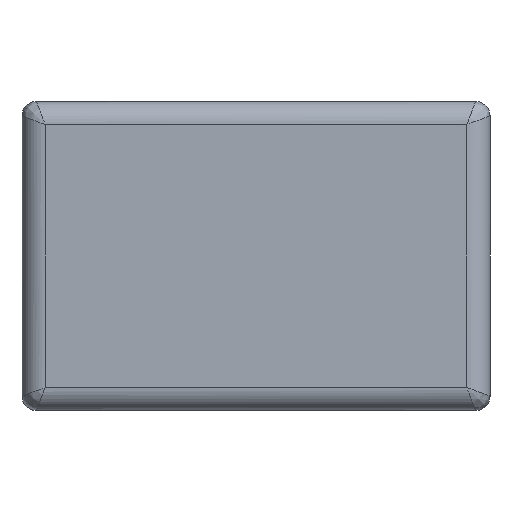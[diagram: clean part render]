
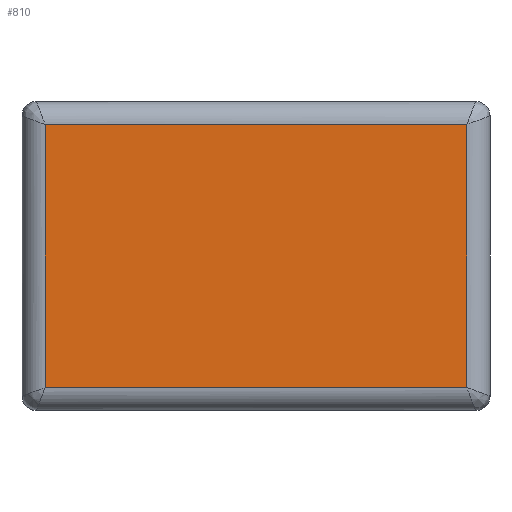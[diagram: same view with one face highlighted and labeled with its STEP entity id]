
A CAD part, left-side view. The second image highlights one B-rep face of the part: STEP entity #810.
In plain terms, the highlighted planar face has unit normal (-1, 0, 0).
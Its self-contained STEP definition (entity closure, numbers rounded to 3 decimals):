
#101 = EDGE_CURVE ( 'NONE', #940, #434, #2336, .T. ) ;
#115 = VECTOR ( 'NONE', #168, 1000. ) ;
#168 = DIRECTION ( 'NONE',  ( 0., 1., 0. ) ) ;
#218 = DIRECTION ( 'NONE',  ( 0., -1., 0. ) ) ;
#232 = EDGE_CURVE ( 'NONE', #434, #361, #2200, .T. ) ;
#345 = PLANE ( 'NONE',  #1789 ) ;
#360 = VECTOR ( 'NONE', #218, 1000. ) ;
#361 = VERTEX_POINT ( 'NONE', #1277 ) ;
#398 = CARTESIAN_POINT ( 'NONE',  ( -1.6, -0.81, 0.99 ) ) ;
#411 = DIRECTION ( 'NONE',  ( 0., 0., -1. ) ) ;
#425 = CARTESIAN_POINT ( 'NONE',  ( -1.6, 0.73, 0.08 ) ) ;
#434 = VERTEX_POINT ( 'NONE', #425 ) ;
#548 = ORIENTED_EDGE ( 'NONE', *, *, #2383, .T. ) ;
#641 = CARTESIAN_POINT ( 'NONE',  ( -1.6, 0.73, 1.07 ) ) ;
#809 = CARTESIAN_POINT ( 'NONE',  ( -1.6, -0.73, 1.07 ) ) ;
#810 = ADVANCED_FACE ( 'NONE', ( #1347 ), #345, .F. ) ;
#900 = EDGE_LOOP ( 'NONE', ( #998, #2208, #548, #1399 ) ) ;
#940 = VERTEX_POINT ( 'NONE', #1731 ) ;
#983 = LINE ( 'NONE', #809, #2236 ) ;
#994 = VECTOR ( 'NONE', #411, 1000. ) ;
#998 = ORIENTED_EDGE ( 'NONE', *, *, #101, .T. ) ;
#1027 = CARTESIAN_POINT ( 'NONE',  ( -1.6, -0.73, 0.99 ) ) ;
#1239 = CARTESIAN_POINT ( 'NONE',  ( -1.6, 0., 0.08 ) ) ;
#1277 = CARTESIAN_POINT ( 'NONE',  ( -1.6, -0.73, 0.08 ) ) ;
#1347 = FACE_OUTER_BOUND ( 'NONE', #900, .T. ) ;
#1399 = ORIENTED_EDGE ( 'NONE', *, *, #2662, .T. ) ;
#1592 = DIRECTION ( 'NONE',  ( 0., 0., -1. ) ) ;
#1640 = DIRECTION ( 'NONE',  ( 1., 0., 0. ) ) ;
#1731 = CARTESIAN_POINT ( 'NONE',  ( -1.6, 0.73, 0.99 ) ) ;
#1789 = AXIS2_PLACEMENT_3D ( 'NONE', #1834, #1640, #1592 ) ;
#1834 = CARTESIAN_POINT ( 'NONE',  ( -1.6, -0.81, 1.07 ) ) ;
#1859 = VERTEX_POINT ( 'NONE', #1027 ) ;
#1914 = LINE ( 'NONE', #398, #115 ) ;
#2200 = LINE ( 'NONE', #1239, #360 ) ;
#2208 = ORIENTED_EDGE ( 'NONE', *, *, #232, .T. ) ;
#2236 = VECTOR ( 'NONE', #2480, 1000. ) ;
#2336 = LINE ( 'NONE', #641, #994 ) ;
#2383 = EDGE_CURVE ( 'NONE', #361, #1859, #983, .T. ) ;
#2480 = DIRECTION ( 'NONE',  ( 0., 0., 1. ) ) ;
#2662 = EDGE_CURVE ( 'NONE', #1859, #940, #1914, .T. ) ;
